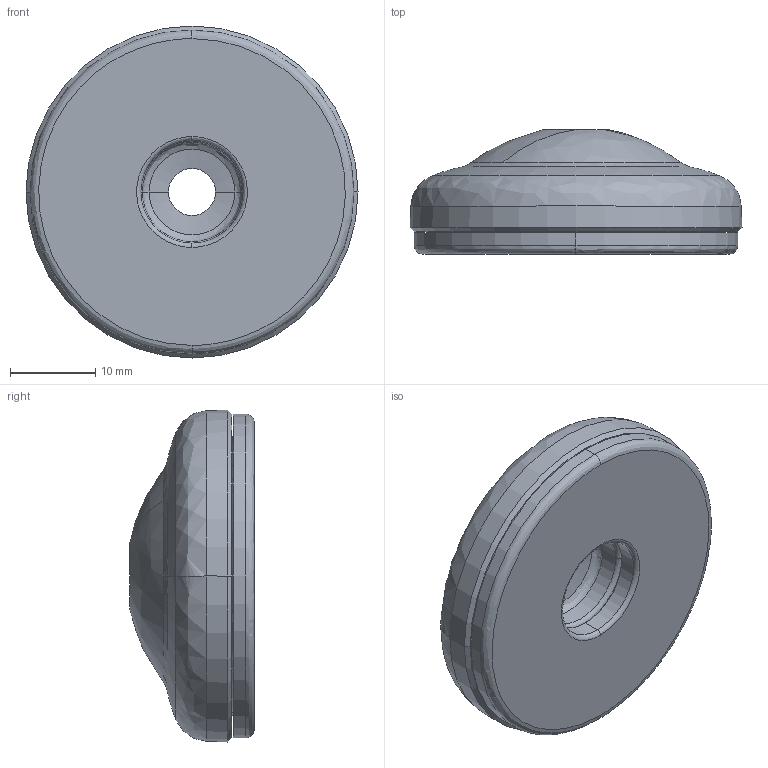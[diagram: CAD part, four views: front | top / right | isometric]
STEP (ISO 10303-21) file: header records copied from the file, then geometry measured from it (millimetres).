
FILE_DESCRIPTION (( 'STEP AP214' ), '1' );
FILE_NAME ('098e040zsg.STEP', '2014-08-25T08:27:27', ( '' ), ( '' ), 'SwSTEP 2.0', 'SolidWorks 2014', '' );
FILE_SCHEMA (( 'AUTOMOTIVE_DESIGN' ));
Length unit declared in the file: millimetre
Products named in the file (1): 098e040zsg
Bounding box: 38.97 x 14.63 x 38.97 mm (x, y, z)
Volume: 11190.5 mm3; surface area: 7205 mm2
Topology: 2 solids, 2 shells, 69 faces, 146 edges, 82 vertices
Faces by surface type: bspline 34, cylinder 16, cone 14, plane 5
Entity records: 3040 total; most frequent: CARTESIAN_POINT 844, DIRECTION 310, ORIENTED_EDGE 292, EDGE_CURVE 146, AXIS2_PLACEMENT_3D 140, CIRCLE 104, VERTEX_POINT 82, EDGE_LOOP 74
